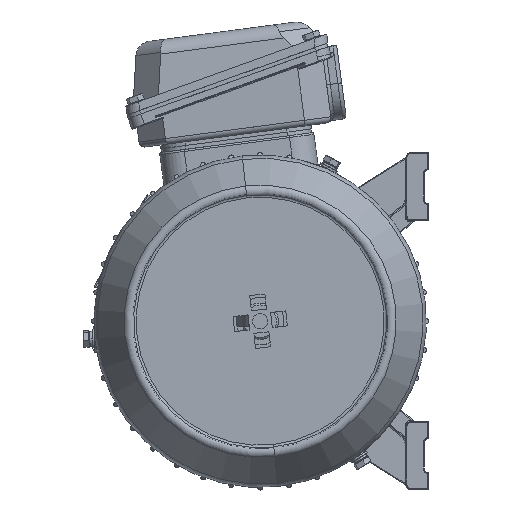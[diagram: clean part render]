
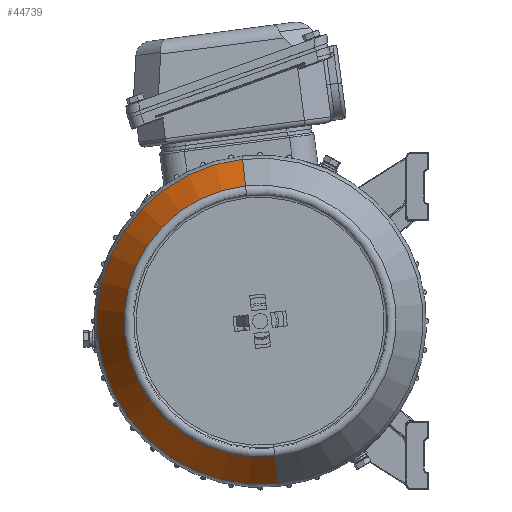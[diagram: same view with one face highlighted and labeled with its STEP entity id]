
A CAD part, left-side view. The second image highlights one B-rep face of the part: STEP entity #44739.
In plain terms, the highlighted conical face has half-angle 30 degrees and reference radius 85.931 mm.
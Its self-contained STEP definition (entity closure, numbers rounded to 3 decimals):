
#3283 = CARTESIAN_POINT ( 'NONE',  ( -68.274, 0., -85.932 ) ) ;
#4145 = DIRECTION ( 'NONE',  ( -1., 0., 0. ) ) ;
#7256 = ORIENTED_EDGE ( 'NONE', *, *, #73012, .F. ) ;
#7626 = DIRECTION ( 'NONE',  ( -1., 0., 0. ) ) ;
#13506 = VERTEX_POINT ( 'NONE', #13665 ) ;
#13659 = AXIS2_PLACEMENT_3D ( 'NONE', #75887, #7626, #14065 ) ;
#13665 = CARTESIAN_POINT ( 'NONE',  ( -68.274, 0., 85.932 ) ) ;
#14065 = DIRECTION ( 'NONE',  ( 0., 0., 1. ) ) ;
#14851 = CARTESIAN_POINT ( 'NONE',  ( -68.274, 0., -85.932 ) ) ;
#19516 = EDGE_LOOP ( 'NONE', ( #42649, #35576, #79106, #7256 ) ) ;
#22267 = CONICAL_SURFACE ( 'NONE', #45433, 85.932, 0.524 ) ;
#24273 = DIRECTION ( 'NONE',  ( 0., 0., -1. ) ) ;
#28126 = CARTESIAN_POINT ( 'NONE',  ( -68.274, 0., 0. ) ) ;
#32685 = EDGE_CURVE ( 'NONE', #13506, #47367, #38876, .T. ) ;
#32766 = CIRCLE ( 'NONE', #13659, 71.771 ) ;
#34256 = CARTESIAN_POINT ( 'NONE',  ( -68.274, 0., 0. ) ) ;
#35037 = DIRECTION ( 'NONE',  ( 0., 0., 1. ) ) ;
#35576 = ORIENTED_EDGE ( 'NONE', *, *, #57620, .T. ) ;
#36102 = AXIS2_PLACEMENT_3D ( 'NONE', #34256, #4145, #35037 ) ;
#38876 = CIRCLE ( 'NONE', #36102, 85.932 ) ;
#39314 = DIRECTION ( 'NONE',  ( 0.866, 0., -0.5 ) ) ;
#40622 = CARTESIAN_POINT ( 'NONE',  ( -68.274, 0., 85.932 ) ) ;
#42649 = ORIENTED_EDGE ( 'NONE', *, *, #46710, .F. ) ;
#44739 = ADVANCED_FACE ( 'NONE', ( #75142 ), #22267, .T. ) ;
#45433 = AXIS2_PLACEMENT_3D ( 'NONE', #28126, #71334, #24273 ) ;
#45733 = VECTOR ( 'NONE', #39314, 1000. ) ;
#46710 = EDGE_CURVE ( 'NONE', #68566, #72325, #32766, .T. ) ;
#47367 = VERTEX_POINT ( 'NONE', #3283 ) ;
#48608 = LINE ( 'NONE', #14851, #45733 ) ;
#52161 = DIRECTION ( 'NONE',  ( 0.866, 0., 0.5 ) ) ;
#57620 = EDGE_CURVE ( 'NONE', #68566, #13506, #77672, .T. ) ;
#65208 = CARTESIAN_POINT ( 'NONE',  ( -92.8, 0., -71.771 ) ) ;
#68566 = VERTEX_POINT ( 'NONE', #77099 ) ;
#71334 = DIRECTION ( 'NONE',  ( 1., 0., 0. ) ) ;
#72325 = VERTEX_POINT ( 'NONE', #65208 ) ;
#73012 = EDGE_CURVE ( 'NONE', #72325, #47367, #48608, .T. ) ;
#73872 = VECTOR ( 'NONE', #52161, 1000. ) ;
#75142 = FACE_OUTER_BOUND ( 'NONE', #19516, .T. ) ;
#75887 = CARTESIAN_POINT ( 'NONE',  ( -92.8, 0., 0. ) ) ;
#77099 = CARTESIAN_POINT ( 'NONE',  ( -92.8, 0., 71.771 ) ) ;
#77672 = LINE ( 'NONE', #40622, #73872 ) ;
#79106 = ORIENTED_EDGE ( 'NONE', *, *, #32685, .T. ) ;
